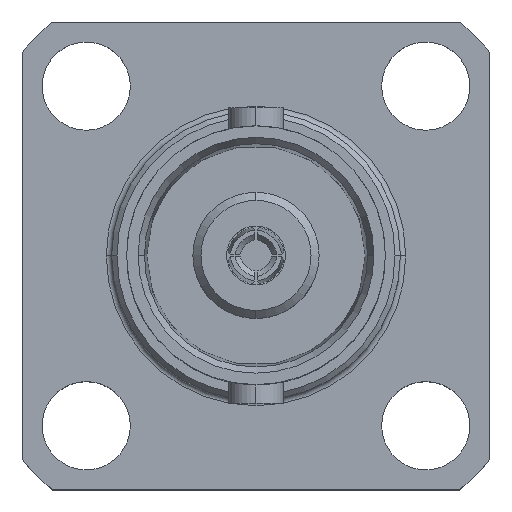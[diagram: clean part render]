
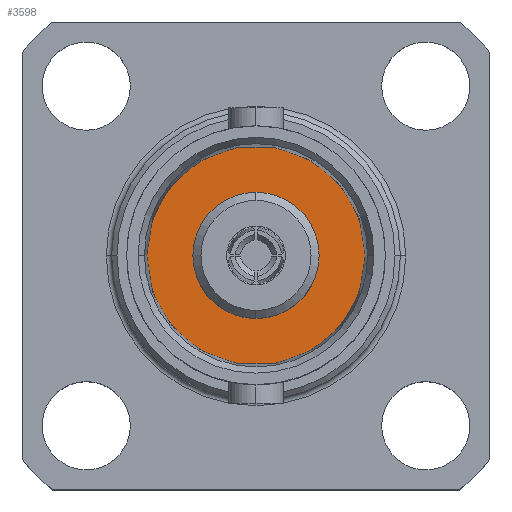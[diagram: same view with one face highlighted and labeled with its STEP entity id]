
A CAD part, top view. The second image highlights one B-rep face of the part: STEP entity #3598.
In plain terms, the highlighted planar face has unit normal (0, 0, 1).
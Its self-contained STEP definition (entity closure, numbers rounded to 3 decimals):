
#238 = DIRECTION ( 'NONE',  ( -1., 0., 0. ) ) ;
#239 = DIRECTION ( 'NONE',  ( -1., 0., 0. ) ) ;
#405 = CARTESIAN_POINT ( 'NONE',  ( -4.088, 0., -6.464 ) ) ;
#420 = EDGE_LOOP ( 'NONE', ( #2603, #4034 ) ) ;
#788 = DIRECTION ( 'NONE',  ( 0., 0., 1. ) ) ;
#1082 = DIRECTION ( 'NONE',  ( -1., 0., 0. ) ) ;
#1175 = EDGE_CURVE ( 'NONE', #4502, #2043, #3177, .T. ) ;
#1190 = CIRCLE ( 'NONE', #2743, 2.36 ) ;
#1276 = CARTESIAN_POINT ( 'NONE',  ( 0., 0., -6.464 ) ) ;
#1335 = FACE_BOUND ( 'NONE', #420, .T. ) ;
#1516 = DIRECTION ( 'NONE',  ( 0., 0., -1. ) ) ;
#1706 = ORIENTED_EDGE ( 'NONE', *, *, #2684, .F. ) ;
#1762 = VERTEX_POINT ( 'NONE', #4187 ) ;
#1831 = FACE_OUTER_BOUND ( 'NONE', #2346, .T. ) ;
#1915 = CIRCLE ( 'NONE', #4503, 4.088 ) ;
#2043 = VERTEX_POINT ( 'NONE', #4580 ) ;
#2200 = CARTESIAN_POINT ( 'NONE',  ( 0., 0., -6.464 ) ) ;
#2238 = EDGE_CURVE ( 'NONE', #1762, #2620, #2987, .T. ) ;
#2319 = AXIS2_PLACEMENT_3D ( 'NONE', #4110, #1516, #1082 ) ;
#2346 = EDGE_LOOP ( 'NONE', ( #1706, #4706 ) ) ;
#2450 = DIRECTION ( 'NONE',  ( 0., 0., 1. ) ) ;
#2565 = DIRECTION ( 'NONE',  ( -1., 0., 0. ) ) ;
#2603 = ORIENTED_EDGE ( 'NONE', *, *, #2757, .F. ) ;
#2620 = VERTEX_POINT ( 'NONE', #4836 ) ;
#2684 = EDGE_CURVE ( 'NONE', #2043, #4502, #1915, .T. ) ;
#2743 = AXIS2_PLACEMENT_3D ( 'NONE', #4319, #2450, #239 ) ;
#2757 = EDGE_CURVE ( 'NONE', #2620, #1762, #1190, .T. ) ;
#2847 = AXIS2_PLACEMENT_3D ( 'NONE', #1276, #2877, #238 ) ;
#2877 = DIRECTION ( 'NONE',  ( 0., 0., -1. ) ) ;
#2987 = CIRCLE ( 'NONE', #4375, 2.36 ) ;
#3022 = DIRECTION ( 'NONE',  ( -1., 0., 0. ) ) ;
#3177 = CIRCLE ( 'NONE', #2319, 4.088 ) ;
#3598 = ADVANCED_FACE ( 'NONE', ( #1831, #1335 ), #3850, .F. ) ;
#3850 = PLANE ( 'NONE',  #2847 ) ;
#4034 = ORIENTED_EDGE ( 'NONE', *, *, #2238, .F. ) ;
#4110 = CARTESIAN_POINT ( 'NONE',  ( 0., 0., -6.464 ) ) ;
#4124 = CARTESIAN_POINT ( 'NONE',  ( 0., 0., -6.464 ) ) ;
#4187 = CARTESIAN_POINT ( 'NONE',  ( 0., 2.36, -6.464 ) ) ;
#4319 = CARTESIAN_POINT ( 'NONE',  ( 0., 0., -6.464 ) ) ;
#4375 = AXIS2_PLACEMENT_3D ( 'NONE', #4124, #788, #3022 ) ;
#4502 = VERTEX_POINT ( 'NONE', #405 ) ;
#4503 = AXIS2_PLACEMENT_3D ( 'NONE', #2200, #4845, #2565 ) ;
#4580 = CARTESIAN_POINT ( 'NONE',  ( 4.088, 0., -6.464 ) ) ;
#4706 = ORIENTED_EDGE ( 'NONE', *, *, #1175, .F. ) ;
#4836 = CARTESIAN_POINT ( 'NONE',  ( 0., -2.36, -6.464 ) ) ;
#4845 = DIRECTION ( 'NONE',  ( 0., 0., -1. ) ) ;
